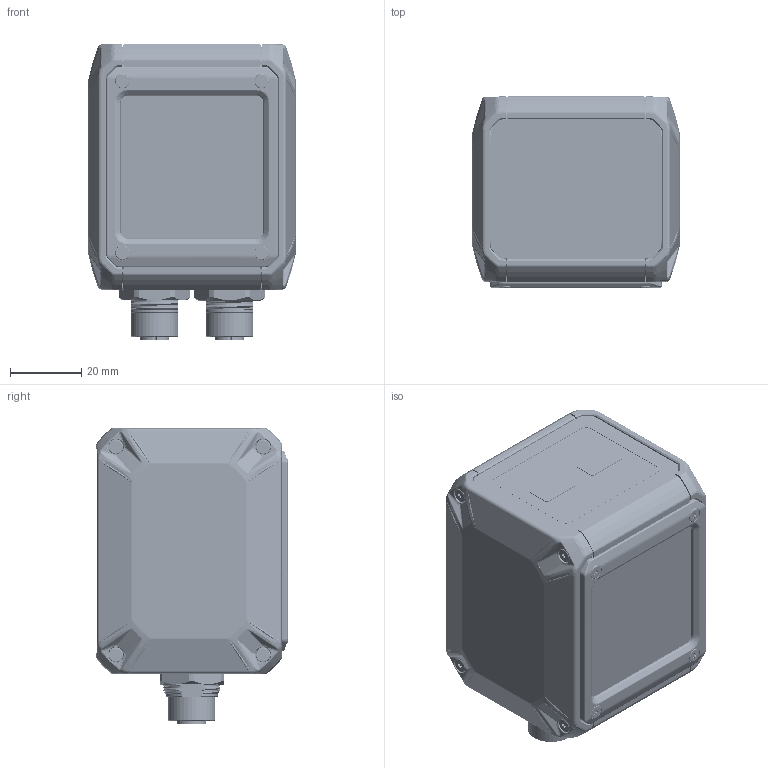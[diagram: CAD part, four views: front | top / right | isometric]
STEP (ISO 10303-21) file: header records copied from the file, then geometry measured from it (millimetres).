
FILE_DESCRIPTION (( 'STEP AP203' ), '1' );
FILE_NAME ('VS1000.STEP', '2021-09-01T02:17:49', ( '' ), ( '' ), 'SwSTEP 2.0', 'SolidWorks 2018', '' );
FILE_SCHEMA (( 'CONFIG_CONTROL_DESIGN' ));
Length unit declared in the file: millimetre
Products named in the file (1): VS1000
Bounding box: 58 x 53.5 x 83 mm (x, y, z)
Surface area: 64467.6 mm2 (no closed solid volume)
Topology: 0 solids, 55 shells, 5605 faces, 15432 edges, 10199 vertices
Faces by surface type: cylinder 2024, bspline 1553, plane 1390, cone 514, torus 92, sphere 32
Entity records: 293867 total; most frequent: CARTESIAN_POINT 164723, ORIENTED_EDGE 30766, DIRECTION 21393, EDGE_CURVE 15388, VERTEX_POINT 10197, AXIS2_PLACEMENT_3D 7920, EDGE_LOOP 6013, B_SPLINE_CURVE_WITH_KNOTS 5698
